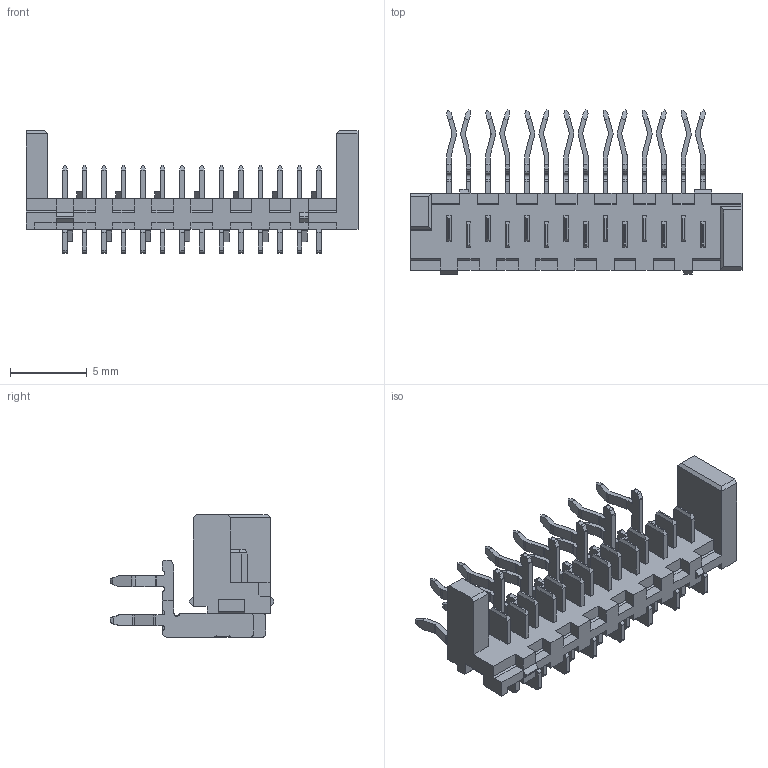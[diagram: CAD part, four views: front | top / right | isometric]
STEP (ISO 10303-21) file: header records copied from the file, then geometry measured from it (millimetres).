
FILE_DESCRIPTION( ('This file contains a STEP AP42 implementation' ,'as created by ZW3D STEP Interface translator.') ,'2;1' );
FILE_NAME( '3901-14MRXXDNBT1.stp' ,'231212.161450', (''), ('ZWCAD Software Co.'), 'Version 1.0', 'ZW3D to STEP translator', '' );
FILE_SCHEMA(('AUTOMOTIVE_DESIGN { 1 0 10303 214 1 1 1 1 }'));
Length unit declared in the file: millimetre
Products named in the file (2): 0; 3901-14MRXXDNBT1
Bounding box: 21.56 x 10.65 x 7.95 mm (x, y, z)
Volume: 291.4 mm3; surface area: 1005 mm2
Topology: 1 solids, 1 shells, 925 faces, 2646 edges, 1737 vertices
Faces by surface type: plane 652, cylinder 273
Entity records: 31101 total; most frequent: CARTESIAN_POINT 5589, ORIENTED_EDGE 5292, DIRECTION 4988, EDGE_CURVE 2646, VECTOR 2044, LINE 2044, VERTEX_POINT 1737, AXIS2_PLACEMENT_3D 1472
